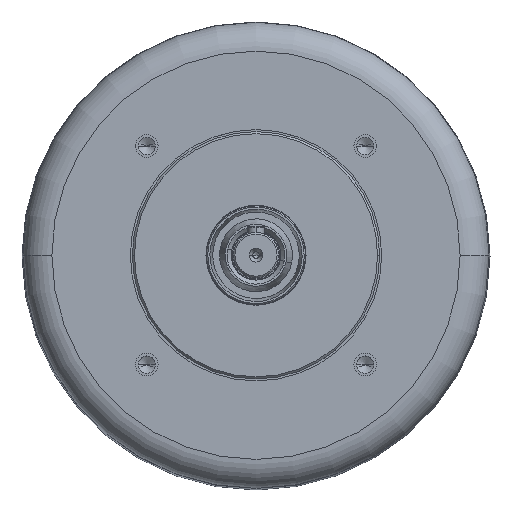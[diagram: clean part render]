
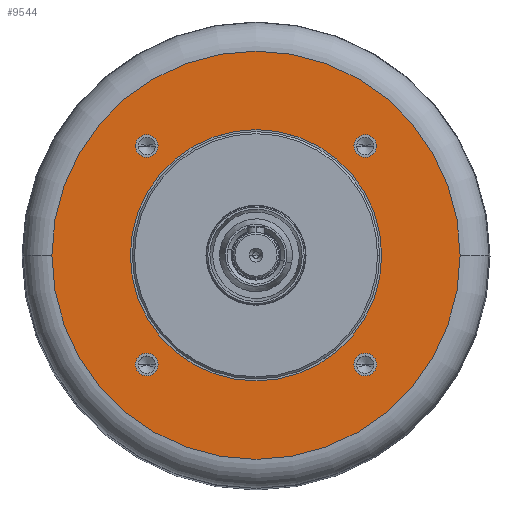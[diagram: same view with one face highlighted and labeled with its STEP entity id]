
A CAD part, top view. The second image highlights one B-rep face of the part: STEP entity #9544.
In plain terms, the highlighted planar face has unit normal (0, 0, 1).
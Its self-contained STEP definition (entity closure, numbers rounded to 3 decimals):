
#255 = CARTESIAN_POINT ( 'NONE',  ( 26.517, 23.767, 47.25 ) ) ;
#298 = ORIENTED_EDGE ( 'NONE', *, *, #10230, .F. ) ;
#341 = DIRECTION ( 'NONE',  ( 0., 0., -1. ) ) ;
#555 = DIRECTION ( 'NONE',  ( 0., 0., -1. ) ) ;
#596 = CIRCLE ( 'NONE', #8272, 2.75 ) ;
#686 = CIRCLE ( 'NONE', #16323, 2.75 ) ;
#707 = EDGE_CURVE ( 'NONE', #6063, #17926, #686, .T. ) ;
#1007 = CIRCLE ( 'NONE', #8642, 30.5 ) ;
#1157 = DIRECTION ( 'NONE',  ( 0., 0., 1. ) ) ;
#1194 = EDGE_CURVE ( 'NONE', #12167, #6953, #3199, .T. ) ;
#1510 = CIRCLE ( 'NONE', #3964, 2.75 ) ;
#1683 = PLANE ( 'NONE',  #7317 ) ;
#1775 = DIRECTION ( 'NONE',  ( 0., 0., -1. ) ) ;
#1865 = VERTEX_POINT ( 'NONE', #16867 ) ;
#1936 = ORIENTED_EDGE ( 'NONE', *, *, #3339, .F. ) ;
#2606 = VERTEX_POINT ( 'NONE', #12217 ) ;
#2770 = EDGE_CURVE ( 'NONE', #14339, #1865, #9706, .T. ) ;
#3047 = DIRECTION ( 'NONE',  ( -1., 0., 0. ) ) ;
#3148 = CARTESIAN_POINT ( 'NONE',  ( 26.517, -26.517, 47.25 ) ) ;
#3199 = CIRCLE ( 'NONE', #12706, 2.75 ) ;
#3235 = FACE_BOUND ( 'NONE', #3297, .T. ) ;
#3297 = EDGE_LOOP ( 'NONE', ( #8618, #17965 ) ) ;
#3339 = EDGE_CURVE ( 'NONE', #1865, #14339, #14299, .T. ) ;
#3421 = CARTESIAN_POINT ( 'NONE',  ( 0., -49.528, 47.25 ) ) ;
#3880 = AXIS2_PLACEMENT_3D ( 'NONE', #15325, #341, #12163 ) ;
#3915 = CARTESIAN_POINT ( 'NONE',  ( -26.517, 26.517, 47.25 ) ) ;
#3956 = CARTESIAN_POINT ( 'NONE',  ( 30.5, 0., 47.25 ) ) ;
#3964 = AXIS2_PLACEMENT_3D ( 'NONE', #3148, #8983, #14844 ) ;
#4412 = ORIENTED_EDGE ( 'NONE', *, *, #707, .T. ) ;
#4792 = CARTESIAN_POINT ( 'NONE',  ( 26.517, 26.517, 47.25 ) ) ;
#4844 = FACE_BOUND ( 'NONE', #16608, .T. ) ;
#4846 = VERTEX_POINT ( 'NONE', #3956 ) ;
#4888 = DIRECTION ( 'NONE',  ( 0., 0., 1. ) ) ;
#4935 = DIRECTION ( 'NONE',  ( 1., 0., 0. ) ) ;
#5006 = ORIENTED_EDGE ( 'NONE', *, *, #2770, .F. ) ;
#5214 = EDGE_CURVE ( 'NONE', #10036, #7583, #13698, .T. ) ;
#5268 = CARTESIAN_POINT ( 'NONE',  ( -49.528, 0., 47.25 ) ) ;
#5509 = CARTESIAN_POINT ( 'NONE',  ( 26.517, 29.267, 47.25 ) ) ;
#5726 = AXIS2_PLACEMENT_3D ( 'NONE', #12972, #11525, #17344 ) ;
#5998 = EDGE_LOOP ( 'NONE', ( #15344, #4412 ) ) ;
#6035 = EDGE_CURVE ( 'NONE', #6953, #12167, #9404, .T. ) ;
#6063 = VERTEX_POINT ( 'NONE', #255 ) ;
#6069 = CARTESIAN_POINT ( 'NONE',  ( -30.5, 0., 47.25 ) ) ;
#6085 = EDGE_LOOP ( 'NONE', ( #18175, #6107 ) ) ;
#6107 = ORIENTED_EDGE ( 'NONE', *, *, #9514, .T. ) ;
#6110 = DIRECTION ( 'NONE',  ( 0., 1., 0. ) ) ;
#6366 = DIRECTION ( 'NONE',  ( -1., 0., 0. ) ) ;
#6953 = VERTEX_POINT ( 'NONE', #8775 ) ;
#7084 = CARTESIAN_POINT ( 'NONE',  ( -23.767, 26.517, 47.25 ) ) ;
#7143 = DIRECTION ( 'NONE',  ( 0., 0., -1. ) ) ;
#7219 = CARTESIAN_POINT ( 'NONE',  ( 26.517, -26.517, 47.25 ) ) ;
#7317 = AXIS2_PLACEMENT_3D ( 'NONE', #3421, #1775, #4935 ) ;
#7393 = EDGE_CURVE ( 'NONE', #2606, #8639, #596, .T. ) ;
#7436 = FACE_BOUND ( 'NONE', #7837, .T. ) ;
#7484 = DIRECTION ( 'NONE',  ( -1., 0., 0. ) ) ;
#7492 = CIRCLE ( 'NONE', #18225, 2.75 ) ;
#7583 = VERTEX_POINT ( 'NONE', #11011 ) ;
#7791 = CARTESIAN_POINT ( 'NONE',  ( 0., 0., 47.25 ) ) ;
#7837 = EDGE_LOOP ( 'NONE', ( #13299, #298 ) ) ;
#8247 = CIRCLE ( 'NONE', #14987, 49.528 ) ;
#8272 = AXIS2_PLACEMENT_3D ( 'NONE', #7219, #1157, #12909 ) ;
#8601 = CARTESIAN_POINT ( 'NONE',  ( 26.517, 26.517, 47.25 ) ) ;
#8618 = ORIENTED_EDGE ( 'NONE', *, *, #12987, .F. ) ;
#8639 = VERTEX_POINT ( 'NONE', #13987 ) ;
#8642 = AXIS2_PLACEMENT_3D ( 'NONE', #17952, #17854, #12102 ) ;
#8775 = CARTESIAN_POINT ( 'NONE',  ( -29.267, 26.517, 47.25 ) ) ;
#8983 = DIRECTION ( 'NONE',  ( 0., 0., 1. ) ) ;
#9242 = VERTEX_POINT ( 'NONE', #6069 ) ;
#9404 = CIRCLE ( 'NONE', #3880, 2.75 ) ;
#9514 = EDGE_CURVE ( 'NONE', #7583, #10036, #8247, .T. ) ;
#9544 = ADVANCED_FACE ( 'NONE', ( #11974, #17903, #7436, #4844, #3235, #10440 ), #1683, .F. ) ;
#9706 = CIRCLE ( 'NONE', #16438, 2.75 ) ;
#9763 = DIRECTION ( 'NONE',  ( 0., 0., -1. ) ) ;
#9800 = EDGE_CURVE ( 'NONE', #4846, #9242, #16510, .T. ) ;
#10036 = VERTEX_POINT ( 'NONE', #5268 ) ;
#10051 = DIRECTION ( 'NONE',  ( -1., 0., 0. ) ) ;
#10230 = EDGE_CURVE ( 'NONE', #8639, #2606, #1510, .T. ) ;
#10312 = DIRECTION ( 'NONE',  ( 0., 0., 1. ) ) ;
#10440 = FACE_OUTER_BOUND ( 'NONE', #6085, .T. ) ;
#10672 = DIRECTION ( 'NONE',  ( 0., 1., 0. ) ) ;
#11011 = CARTESIAN_POINT ( 'NONE',  ( 49.528, 0., 47.25 ) ) ;
#11320 = DIRECTION ( 'NONE',  ( 0., 0., 1. ) ) ;
#11525 = DIRECTION ( 'NONE',  ( 0., 0., 1. ) ) ;
#11974 = FACE_BOUND ( 'NONE', #14973, .T. ) ;
#12031 = ORIENTED_EDGE ( 'NONE', *, *, #1194, .T. ) ;
#12102 = DIRECTION ( 'NONE',  ( -1., 0., 0. ) ) ;
#12163 = DIRECTION ( 'NONE',  ( -1., 0., 0. ) ) ;
#12167 = VERTEX_POINT ( 'NONE', #7084 ) ;
#12217 = CARTESIAN_POINT ( 'NONE',  ( 26.517, -29.267, 47.25 ) ) ;
#12706 = AXIS2_PLACEMENT_3D ( 'NONE', #3915, #9763, #10051 ) ;
#12909 = DIRECTION ( 'NONE',  ( 0., -1., 0. ) ) ;
#12972 = CARTESIAN_POINT ( 'NONE',  ( 0., 0., 47.25 ) ) ;
#12987 = EDGE_CURVE ( 'NONE', #9242, #4846, #1007, .T. ) ;
#13299 = ORIENTED_EDGE ( 'NONE', *, *, #7393, .F. ) ;
#13697 = AXIS2_PLACEMENT_3D ( 'NONE', #17584, #10312, #18930 ) ;
#13698 = CIRCLE ( 'NONE', #5726, 49.528 ) ;
#13987 = CARTESIAN_POINT ( 'NONE',  ( 26.517, -23.767, 47.25 ) ) ;
#14299 = CIRCLE ( 'NONE', #13697, 2.75 ) ;
#14339 = VERTEX_POINT ( 'NONE', #18800 ) ;
#14834 = ORIENTED_EDGE ( 'NONE', *, *, #6035, .T. ) ;
#14844 = DIRECTION ( 'NONE',  ( 0., -1., 0. ) ) ;
#14973 = EDGE_LOOP ( 'NONE', ( #14834, #12031 ) ) ;
#14987 = AXIS2_PLACEMENT_3D ( 'NONE', #15715, #11320, #3047 ) ;
#15325 = CARTESIAN_POINT ( 'NONE',  ( -26.517, 26.517, 47.25 ) ) ;
#15344 = ORIENTED_EDGE ( 'NONE', *, *, #17480, .T. ) ;
#15715 = CARTESIAN_POINT ( 'NONE',  ( 0., 0., 47.25 ) ) ;
#16323 = AXIS2_PLACEMENT_3D ( 'NONE', #8601, #7143, #6110 ) ;
#16438 = AXIS2_PLACEMENT_3D ( 'NONE', #18045, #4888, #7484 ) ;
#16510 = CIRCLE ( 'NONE', #16812, 30.5 ) ;
#16608 = EDGE_LOOP ( 'NONE', ( #1936, #5006 ) ) ;
#16812 = AXIS2_PLACEMENT_3D ( 'NONE', #7791, #17687, #6366 ) ;
#16867 = CARTESIAN_POINT ( 'NONE',  ( -29.267, -26.517, 47.25 ) ) ;
#17344 = DIRECTION ( 'NONE',  ( -1., 0., 0. ) ) ;
#17480 = EDGE_CURVE ( 'NONE', #17926, #6063, #7492, .T. ) ;
#17584 = CARTESIAN_POINT ( 'NONE',  ( -26.517, -26.517, 47.25 ) ) ;
#17687 = DIRECTION ( 'NONE',  ( 0., 0., 1. ) ) ;
#17854 = DIRECTION ( 'NONE',  ( 0., 0., 1. ) ) ;
#17903 = FACE_BOUND ( 'NONE', #5998, .T. ) ;
#17926 = VERTEX_POINT ( 'NONE', #5509 ) ;
#17952 = CARTESIAN_POINT ( 'NONE',  ( 0., 0., 47.25 ) ) ;
#17965 = ORIENTED_EDGE ( 'NONE', *, *, #9800, .F. ) ;
#18045 = CARTESIAN_POINT ( 'NONE',  ( -26.517, -26.517, 47.25 ) ) ;
#18175 = ORIENTED_EDGE ( 'NONE', *, *, #5214, .T. ) ;
#18225 = AXIS2_PLACEMENT_3D ( 'NONE', #4792, #555, #10672 ) ;
#18800 = CARTESIAN_POINT ( 'NONE',  ( -23.767, -26.517, 47.25 ) ) ;
#18930 = DIRECTION ( 'NONE',  ( -1., 0., 0. ) ) ;
